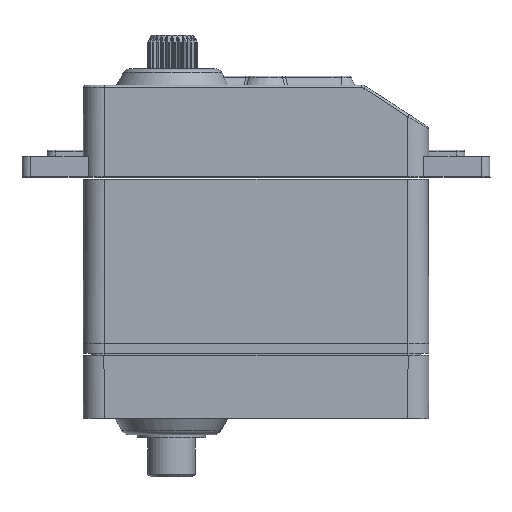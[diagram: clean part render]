
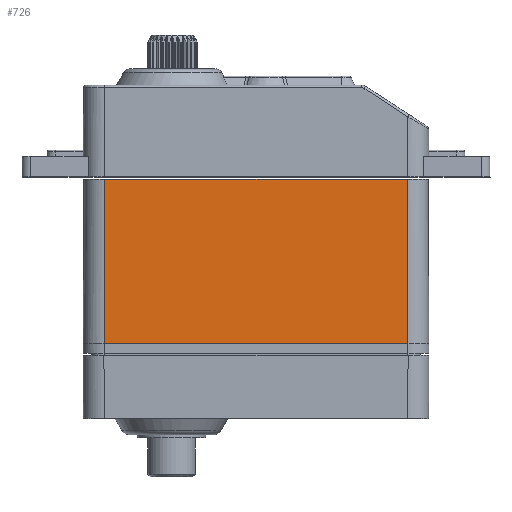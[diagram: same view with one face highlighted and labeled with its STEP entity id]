
A CAD part, top view. The second image highlights one B-rep face of the part: STEP entity #726.
In plain terms, the highlighted planar face has unit normal (0, 0.005, 1).
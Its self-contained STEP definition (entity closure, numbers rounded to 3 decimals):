
#41=CARTESIAN_POINT('',(18.047,19.6,10.247));
#247=DIRECTION('',(0.005,1.,-0.005));
#248=VECTOR('',#247,19.601);
#249=CARTESIAN_POINT('',(-18.15,0.,10.35));
#250=LINE('',#249,#248);
#251=DIRECTION('',(1.,0.,0.));
#252=VECTOR('',#251,36.095);
#253=CARTESIAN_POINT('',(-18.047,19.6,10.247));
#254=LINE('',#253,#252);
#255=DIRECTION('',(0.005,-1.,0.005));
#256=VECTOR('',#255,19.601);
#257=CARTESIAN_POINT('',(18.047,19.6,10.247));
#258=LINE('',#257,#256);
#259=DIRECTION('',(-1.,0.,0.));
#260=VECTOR('',#259,36.3);
#261=CARTESIAN_POINT('',(18.15,0.,10.35));
#262=LINE('',#261,#260);
#399=VERTEX_POINT('',#41);
#400=CARTESIAN_POINT('',(-18.047,19.6,10.247));
#401=VERTEX_POINT('',#400);
#479=CARTESIAN_POINT('',(18.15,0.,10.35));
#480=VERTEX_POINT('',#479);
#481=CARTESIAN_POINT('',(-18.15,0.,10.35));
#482=VERTEX_POINT('',#481);
#713=CARTESIAN_POINT('',(-21.252,0.,10.35));
#714=DIRECTION('',(0.,0.005,1.));
#715=DIRECTION('',(-1.,0.,0.));
#716=AXIS2_PLACEMENT_3D('',#713,#714,#715);
#717=PLANE('',#716);
#718=ORIENTED_EDGE('',*,*,#705,.T.);
#719=ORIENTED_EDGE('',*,*,#529,.T.);
#721=ORIENTED_EDGE('',*,*,#720,.T.);
#723=ORIENTED_EDGE('',*,*,#722,.T.);
#724=EDGE_LOOP('',(#718,#719,#721,#723));
#725=FACE_OUTER_BOUND('',#724,.F.);
#726=ADVANCED_FACE('',(#725),#717,.T.);
#529=EDGE_CURVE('',#401,#399,#254,.T.);
#705=EDGE_CURVE('',#482,#401,#250,.T.);
#720=EDGE_CURVE('',#399,#480,#258,.T.);
#722=EDGE_CURVE('',#480,#482,#262,.T.);
